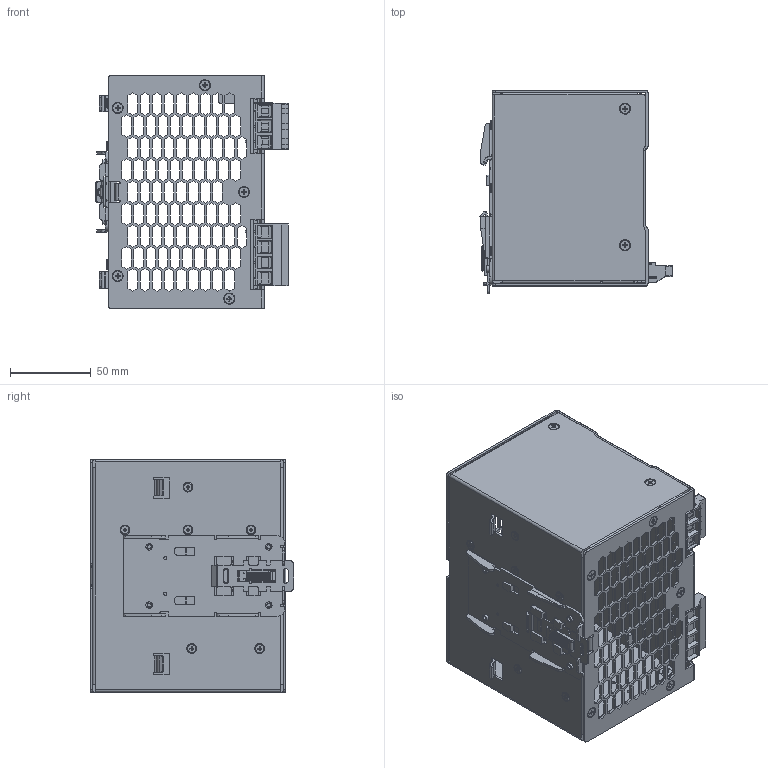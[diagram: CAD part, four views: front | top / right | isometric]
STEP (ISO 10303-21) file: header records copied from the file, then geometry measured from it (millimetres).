
FILE_DESCRIPTION (( 'STEP AP214' ), '1' );
FILE_NAME ('PSB48-480S.STEP', '2016-06-22T14:47:59', ( '' ), ( '' ), 'SwSTEP 2.0', 'SolidWorks 2016', '' );
FILE_SCHEMA (( 'AUTOMOTIVE_DESIGN' ));
Length unit declared in the file: millimetre
Products named in the file (1): PSB48-480S
Bounding box: 119.1 x 126 x 144.07 mm (x, y, z)
Volume: 188037.5 mm3; surface area: 351556.6 mm2
Topology: 62 solids, 62 shells, 4486 faces, 12029 edges, 7789 vertices
Faces by surface type: plane 3057, cylinder 714, bspline 498, cone 150, torus 66, sphere 1
Entity records: 202866 total; most frequent: CARTESIAN_POINT 42146, ORIENTED_EDGE 23974, DIRECTION 20556, EDGE_CURVE 11987, VECTOR 9230, LINE 9230, VERTEX_POINT 7788, AXIS2_PLACEMENT_3D 5663
